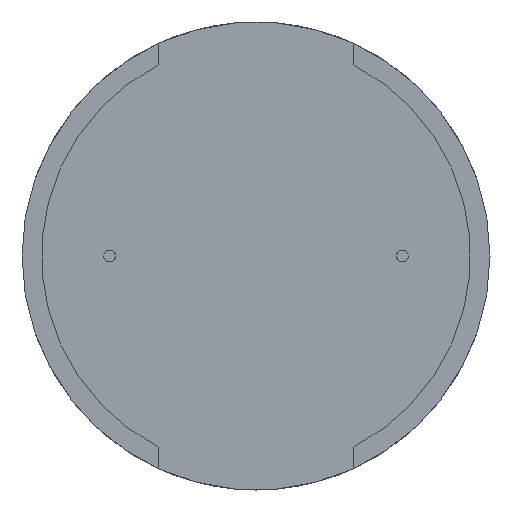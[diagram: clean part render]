
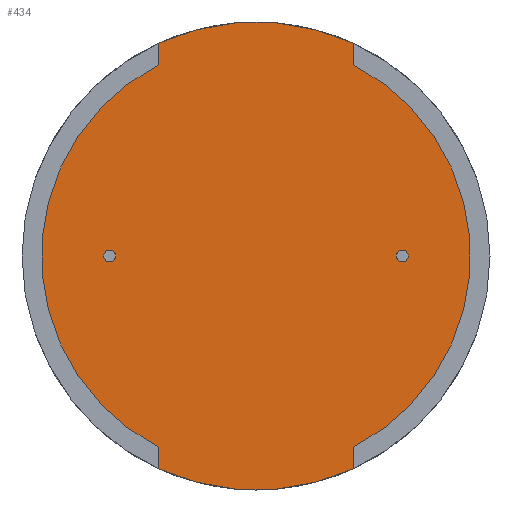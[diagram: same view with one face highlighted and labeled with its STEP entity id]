
A CAD part, front view. The second image highlights one B-rep face of the part: STEP entity #434.
In plain terms, the highlighted planar face has unit normal (0, -1, 0).
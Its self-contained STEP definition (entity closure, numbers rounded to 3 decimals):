
#15=FACE_BOUND('',#74,.T.);
#16=FACE_BOUND('',#75,.T.);
#28=PLANE('',#496);
#48=FACE_OUTER_BOUND('',#73,.T.);
#73=EDGE_LOOP('',(#324,#325,#326,#327,#328,#329,#330,#331));
#74=EDGE_LOOP('',(#332,#333));
#75=EDGE_LOOP('',(#334,#335));
#97=LINE('',#719,#121);
#100=LINE('',#727,#124);
#105=LINE('',#740,#129);
#107=LINE('',#745,#131);
#121=VECTOR('',#583,10.);
#124=VECTOR('',#588,10.);
#129=VECTOR('',#601,10.);
#131=VECTOR('',#605,10.);
#139=CIRCLE('',#468,0.15);
#140=CIRCLE('',#469,0.15);
#143=CIRCLE('',#474,0.15);
#144=CIRCLE('',#475,0.15);
#152=CIRCLE('',#488,5.5);
#154=CIRCLE('',#493,5.5);
#155=CIRCLE('',#497,6.);
#156=CIRCLE('',#498,6.);
#173=VERTEX_POINT('',#671);
#174=VERTEX_POINT('',#673);
#177=VERTEX_POINT('',#682);
#178=VERTEX_POINT('',#684);
#187=VERTEX_POINT('',#709);
#188=VERTEX_POINT('',#711);
#190=VERTEX_POINT('',#717);
#193=VERTEX_POINT('',#724);
#194=VERTEX_POINT('',#726);
#196=VERTEX_POINT('',#732);
#198=VERTEX_POINT('',#738);
#200=VERTEX_POINT('',#744);
#216=EDGE_CURVE('',#174,#173,#139,.T.);
#217=EDGE_CURVE('',#173,#174,#140,.T.);
#221=EDGE_CURVE('',#178,#177,#143,.T.);
#222=EDGE_CURVE('',#177,#178,#144,.T.);
#233=EDGE_CURVE('',#187,#188,#152,.T.);
#237=EDGE_CURVE('',#190,#187,#97,.T.);
#240=EDGE_CURVE('',#193,#194,#100,.T.);
#244=EDGE_CURVE('',#196,#193,#154,.T.);
#247=EDGE_CURVE('',#198,#196,#105,.T.);
#249=EDGE_CURVE('',#188,#200,#107,.T.);
#251=EDGE_CURVE('',#194,#190,#155,.T.);
#252=EDGE_CURVE('',#200,#198,#156,.T.);
#324=ORIENTED_EDGE('',*,*,#249,.F.);
#325=ORIENTED_EDGE('',*,*,#233,.F.);
#326=ORIENTED_EDGE('',*,*,#237,.F.);
#327=ORIENTED_EDGE('',*,*,#251,.F.);
#328=ORIENTED_EDGE('',*,*,#240,.F.);
#329=ORIENTED_EDGE('',*,*,#244,.F.);
#330=ORIENTED_EDGE('',*,*,#247,.F.);
#331=ORIENTED_EDGE('',*,*,#252,.F.);
#332=ORIENTED_EDGE('',*,*,#216,.T.);
#333=ORIENTED_EDGE('',*,*,#217,.T.);
#334=ORIENTED_EDGE('',*,*,#221,.T.);
#335=ORIENTED_EDGE('',*,*,#222,.T.);
#434=ADVANCED_FACE('',(#48,#15,#16),#28,.T.);
#468=AXIS2_PLACEMENT_3D('',#674,#532,#533);
#469=AXIS2_PLACEMENT_3D('',#675,#534,#535);
#474=AXIS2_PLACEMENT_3D('',#685,#545,#546);
#475=AXIS2_PLACEMENT_3D('',#686,#547,#548);
#488=AXIS2_PLACEMENT_3D('',#712,#576,#577);
#493=AXIS2_PLACEMENT_3D('',#734,#595,#596);
#496=AXIS2_PLACEMENT_3D('',#747,#607,#608);
#497=AXIS2_PLACEMENT_3D('',#748,#609,#610);
#498=AXIS2_PLACEMENT_3D('',#749,#611,#612);
#532=DIRECTION('center_axis',(0.,1.,0.));
#533=DIRECTION('ref_axis',(1.,0.,0.));
#534=DIRECTION('center_axis',(0.,1.,0.));
#535=DIRECTION('ref_axis',(1.,0.,0.));
#545=DIRECTION('center_axis',(0.,1.,0.));
#546=DIRECTION('ref_axis',(1.,0.,0.));
#547=DIRECTION('center_axis',(0.,1.,0.));
#548=DIRECTION('ref_axis',(1.,0.,0.));
#576=DIRECTION('center_axis',(0.,1.,0.));
#577=DIRECTION('ref_axis',(-0.455,0.,0.891));
#583=DIRECTION('',(0.,0.,1.));
#588=DIRECTION('',(0.,0.,-1.));
#595=DIRECTION('center_axis',(0.,1.,0.));
#596=DIRECTION('ref_axis',(0.455,0.,-0.891));
#601=DIRECTION('',(0.,0.,-1.));
#605=DIRECTION('',(0.,0.,1.));
#607=DIRECTION('center_axis',(0.,-1.,0.));
#608=DIRECTION('ref_axis',(0.,0.,-1.));
#609=DIRECTION('center_axis',(0.,1.,0.));
#610=DIRECTION('ref_axis',(-1.,0.,0.));
#611=DIRECTION('center_axis',(0.,1.,0.));
#612=DIRECTION('ref_axis',(-1.,0.,0.));
#671=CARTESIAN_POINT('',(3.6,0.5,0.));
#673=CARTESIAN_POINT('',(3.9,0.5,0.));
#674=CARTESIAN_POINT('Origin',(3.75,0.5,0.));
#675=CARTESIAN_POINT('Origin',(3.75,0.5,0.));
#682=CARTESIAN_POINT('',(-3.9,0.5,0.));
#684=CARTESIAN_POINT('',(-3.6,0.5,0.));
#685=CARTESIAN_POINT('Origin',(-3.75,0.5,0.));
#686=CARTESIAN_POINT('Origin',(-3.75,0.5,0.));
#709=CARTESIAN_POINT('',(-2.5,0.5,-4.899));
#711=CARTESIAN_POINT('',(-2.5,0.5,4.899));
#712=CARTESIAN_POINT('Origin',(0.,0.5,0.));
#717=CARTESIAN_POINT('',(-2.5,0.5,-5.454));
#719=CARTESIAN_POINT('',(-2.5,0.5,-4.899));
#724=CARTESIAN_POINT('',(2.5,0.5,-4.899));
#726=CARTESIAN_POINT('',(2.5,0.5,-5.454));
#727=CARTESIAN_POINT('',(2.5,0.5,-5.454));
#732=CARTESIAN_POINT('',(2.5,0.5,4.899));
#734=CARTESIAN_POINT('Origin',(0.,0.5,0.));
#738=CARTESIAN_POINT('',(2.5,0.5,5.454));
#740=CARTESIAN_POINT('',(2.5,0.5,4.899));
#744=CARTESIAN_POINT('',(-2.5,0.5,5.454));
#745=CARTESIAN_POINT('',(-2.5,0.5,5.454));
#747=CARTESIAN_POINT('Origin',(0.,0.5,0.));
#748=CARTESIAN_POINT('Origin',(0.,0.5,0.));
#749=CARTESIAN_POINT('Origin',(0.,0.5,0.));
